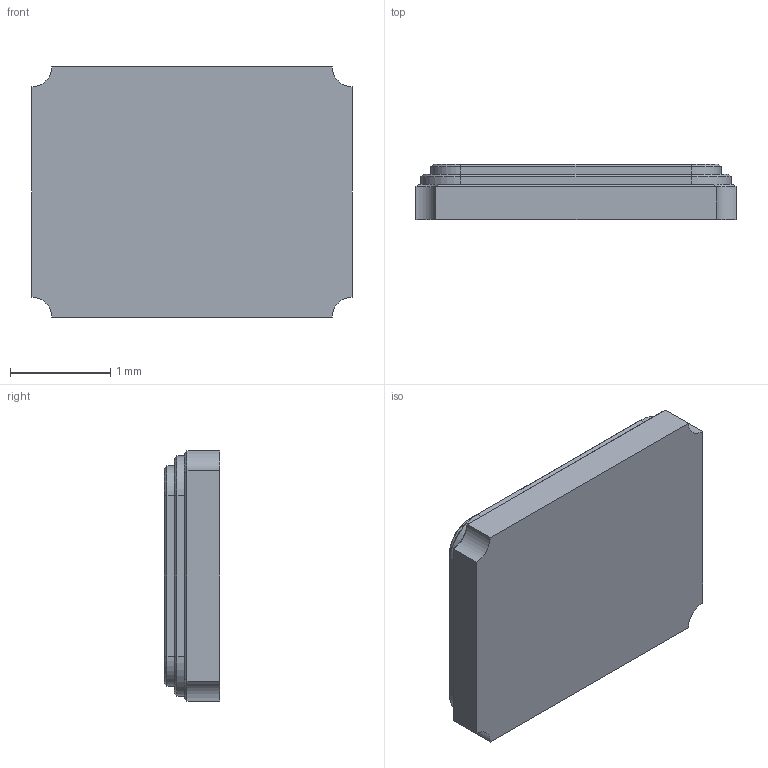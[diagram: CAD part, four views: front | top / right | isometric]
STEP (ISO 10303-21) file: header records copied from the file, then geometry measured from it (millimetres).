
FILE_DESCRIPTION(/* description */ (''),/* implementation_level */ '2;1');
FILE_NAME(/* name */ 'NX3225SA v2.step',/* time_stamp */ '2017-08-14T16:05:15-04:00',/* author */ (''),/* organization */ (''),/* preprocessor_version */ 'ST-DEVELOPER v16.13',/* originating_system */ 'Autodesk Translation Framework v6.1.1.50',/* authorisation */ '');
FILE_SCHEMA (('AUTOMOTIVE_DESIGN { 1 0 10303 214 3 1 1 }'));
Length unit declared in the file: millimetre
Products named in the file (1): NX3225SA v2
Bounding box: 3.2 x 0.55 x 2.5 mm (x, y, z)
Volume: 4.1 mm3; surface area: 48.3 mm2
Topology: 3 solids, 3 shells, 54 faces, 120 edges, 72 vertices
Faces by surface type: plane 30, cone 12, cylinder 12
Entity records: 1517 total; most frequent: CARTESIAN_POINT 271, DIRECTION 258, ORIENTED_EDGE 240, EDGE_CURVE 120, AXIS2_PLACEMENT_3D 91, LINE 76, VECTOR 76, VERTEX_POINT 72
